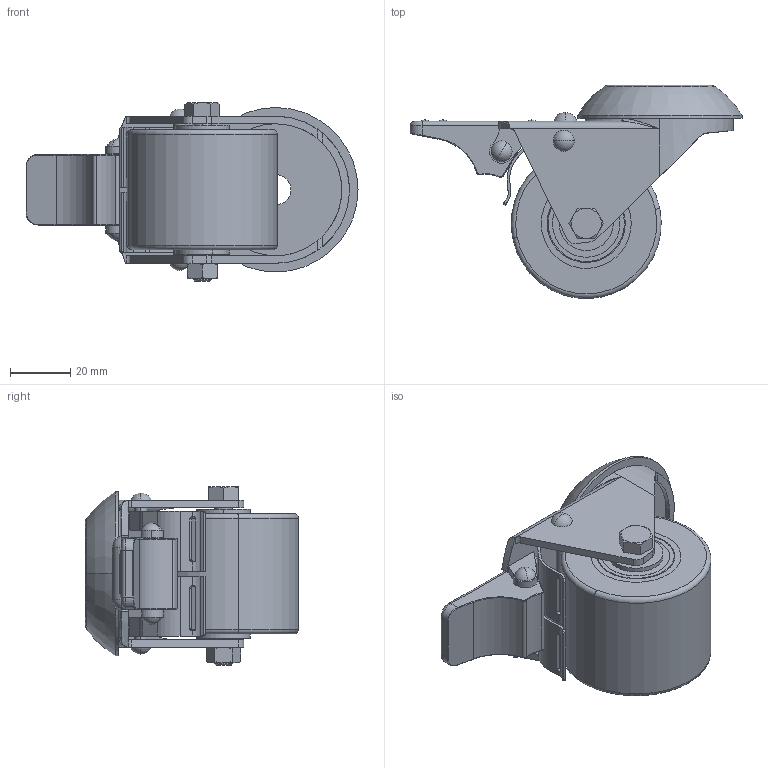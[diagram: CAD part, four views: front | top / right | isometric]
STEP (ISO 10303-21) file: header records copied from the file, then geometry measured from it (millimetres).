
FILE_DESCRIPTION (( 'STEP AP214' ), '1' );
FILE_NAME ('0050846.step', '2020-09-25T09:57:27', ( '' ), ( '' ), 'SwSTEP 2.0', 'SolidWorks 2018', '' );
FILE_SCHEMA (( 'AUTOMOTIVE_DESIGN' ));
Length unit declared in the file: millimetre
Products named in the file (1): 0050846
Bounding box: 110.62 x 70.99 x 59.5 mm (x, y, z)
Surface area: 58264.8 mm2 (no closed solid volume)
Topology: 0 solids, 21 shells, 390 faces, 970 edges, 620 vertices
Faces by surface type: cylinder 161, plane 120, torus 59, cone 28, bspline 22
Entity records: 16782 total; most frequent: CARTESIAN_POINT 2967, DIRECTION 2082, ORIENTED_EDGE 1888, EDGE_CURVE 960, AXIS2_PLACEMENT_3D 865, VERTEX_POINT 620, CIRCLE 496, EDGE_LOOP 448
